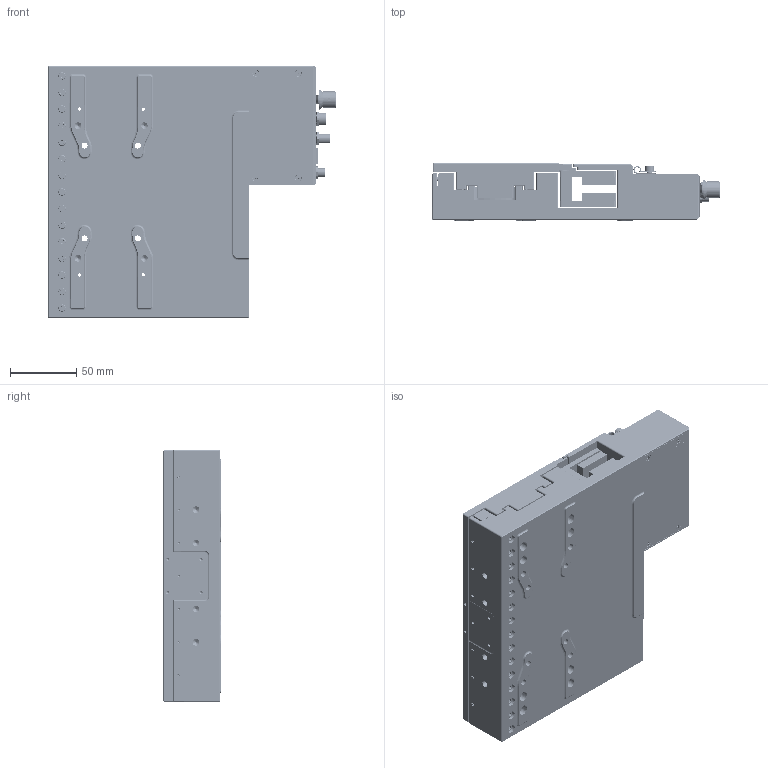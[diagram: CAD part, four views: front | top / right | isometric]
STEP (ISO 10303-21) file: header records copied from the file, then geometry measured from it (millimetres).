
FILE_DESCRIPTION (( 'STEP AP214' ), '1' );
FILE_NAME ('LDM_X-LDM060C-AE54 CF.step', '2022-01-13T22:40:03', ( '' ), ( '' ), 'SwSTEP 2.0', 'SolidWorks 2019', '' );
FILE_SCHEMA (( 'AUTOMOTIVE_DESIGN' ));
Length unit declared in the file: millimetre
Products named in the file (44): Light pipe, vertical_Round End; Screw M3 x 20_91290A124; LDM Motor Cover_LDM060; Label_Calibration; Connector, M5, female, front panel mount_With O-ring; Encoder_Switch; LDM Base Assembly_LDM060 Customer Facing; LDM Controller Housing; LDM Magnet Yoke Arm_180; LDM Base_LDM060 Customer Facing; knob_LA; LDM Magnet Yoke Arm Spacer_180; Screw M3 x 22 SC_91290A124; LDM_X-LDM060C-AE54 CF; Magnet, Rectangle, Thickness Polarity_25.4 x 12.7 x 6.35 mm; Sirius PCB_GEN7; Screw M3 x 4mm, Set Screw, Flat-Point_93245A098; Screw M4 x 8 SHCS_91290A140; Screw M3 x 30 SC_92290A126; Sirius_GEN7_Vertical Light Pipes, Customer Facing; Label_Magnet Warning; LDM Controller Housing Assembly; Label_Manufacturing; Connector, M8_Male; LDM Carriage Assembly_LDM060 Customer Facing; LDM Controller Housing Bottom Cover; Connector, M8_Female; LDM Magnet Yoke Assembly_180; Screw M2.5 x 5 Flat Head Phillips; Screw M4 x 25 SHCS_91290A176; Terminal Block, 5.0 02 pin; Screw M3 x 8 SC; Nut, M8 Connector_Female; Screw M3 x 12 SC; LDM Hard Stop Bracket; LDM Finish Machined Base Assembly_LDM060 Customer Facing; LDM Carriage_LDM060 Customer Facing; LDM Controller Housing Front Cover; LDM Rail Support_LDM060; Sirius heatsink insulator ...
Assembly tree (114 placements, depth 5):
  LDM_X-LDM060C-AE54 CF
    LDM Base Assembly_LDM060 Customer Facing
      LDM Finish Machined Base Assembly_LDM060 Customer Facing
        LDM Base_LDM060 Customer Facing
        LDM Rail Support_LDM060
        Screw M3 x 4mm, Set Screw, Flat-Point_93245A098  x7
        Screw M3 x 30 SC_92290A126  x15
      LDM Controller Housing Assembly
        LDM Controller Housing
        LDM Controller Housing Front Cover
        Sirius_GEN7_Vertical Light Pipes, Customer Facing
          Sirius PCB_GEN7
          Encoder_Switch
          knob_LA
          Connector, M8_Female
          Connector, M8_Male
          Terminal Block, 5.0 02 pin
          Nut, M8 Connector_Female
          Nut, M8 Connector_Male
          Light pipe, vertical_Round End  x2
          Sirius heatsink insulator
        Connector, M5, female, front panel mount_With O-ring
        P-Clip EMT-2N
        Screw M4 x 8 SHCS_91290A140
        LDM Controller Housing Bottom Cover
        Screw M2.5 x 5 Flat Head Phillips  x8
        Washer M3 - 7mm OD_90965A130
        Screw M3 x 12 SC
        Label_Standard36
        Label_Calibration
        Label_Manufacturing
      Screw M3 x 8 SC  x2
      LDM Motor Cover_LDM060
    LDM Carriage Assembly_LDM060 Customer Facing
      LDM Carriage_LDM060 Customer Facing
      Screw M3 x 20_91290A124  x6
      Screw M4 x 25 SHCS_91290A176  x2
      LDM Magnet Yoke Assembly_180
        LDM Magnet Yoke Arm Spacer_180
        LDM Magnet Yoke Arm_180  x2
        Screw M3 x 22 SC_91290A124  x11
        Magnet, Rectangle, Thickness Polarity_25.4 x 12.7 x 6.35 mm  x24
      LDM Hard Stop Bracket  x2
      Label_Magnet Warning  x2
Bounding box: 216.8 x 44 x 190 mm (x, y, z)
Volume: 1067265.2 mm3; surface area: 341127.2 mm2
Topology: 115 solids, 115 shells, 4723 faces, 11356 edges, 6803 vertices
Faces by surface type: cylinder 1807, plane 1778, cone 809, sphere 196, torus 115, bspline 18
Entity records: 94683 total; most frequent: CARTESIAN_POINT 16916, DIRECTION 15639, ORIENTED_EDGE 14466, EDGE_CURVE 7233, AXIS2_PLACEMENT_3D 5911, VERTEX_POINT 4666, VECTOR 3817, LINE 3817
